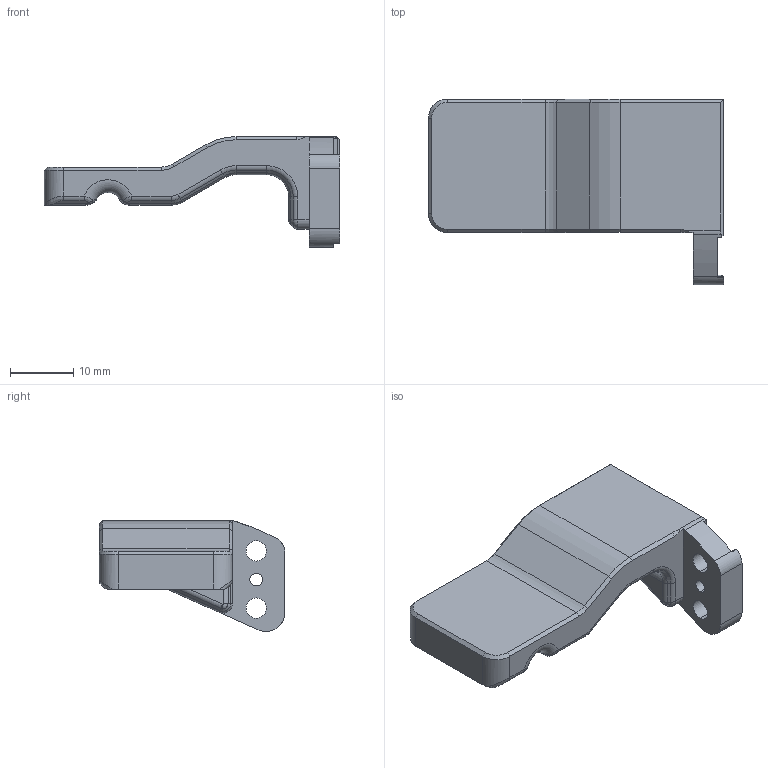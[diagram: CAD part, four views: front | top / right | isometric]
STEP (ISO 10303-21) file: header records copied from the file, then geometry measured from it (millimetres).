
FILE_DESCRIPTION (( 'STEP AP203' ), '1' );
FILE_NAME ('HAND_E_FINGER_STD.STEP', '2024-08-31T02:14:07', ( '' ), ( '' ), 'SwSTEP 2.0', 'SolidWorks 2022', '' );
FILE_SCHEMA (( 'CONFIG_CONTROL_DESIGN' ));
Length unit declared in the file: millimetre
Products named in the file (1): HAND_E_FINGER_STD
Bounding box: 46.5 x 29.24 x 17.45 mm (x, y, z)
Volume: 7021.8 mm3; surface area: 3354.9 mm2
Topology: 1 solids, 1 shells, 141 faces, 338 edges, 195 vertices
Faces by surface type: cylinder 47, plane 40, bspline 18, torus 16, cone 16, sphere 4
Entity records: 4561 total; most frequent: CARTESIAN_POINT 1352, ORIENTED_EDGE 668, DIRECTION 656, EDGE_CURVE 334, AXIS2_PLACEMENT_3D 254, VERTEX_POINT 195, VECTOR 148, LINE 148
